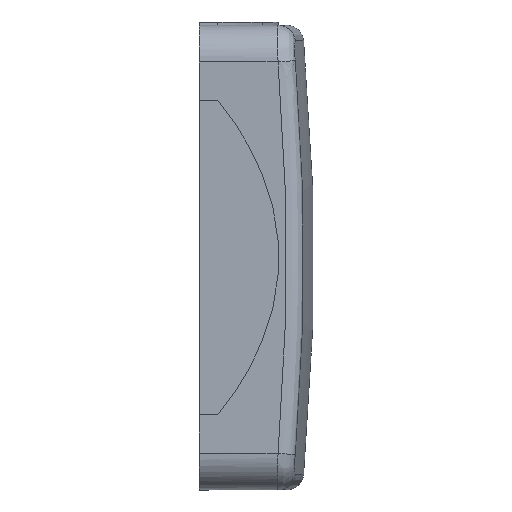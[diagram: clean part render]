
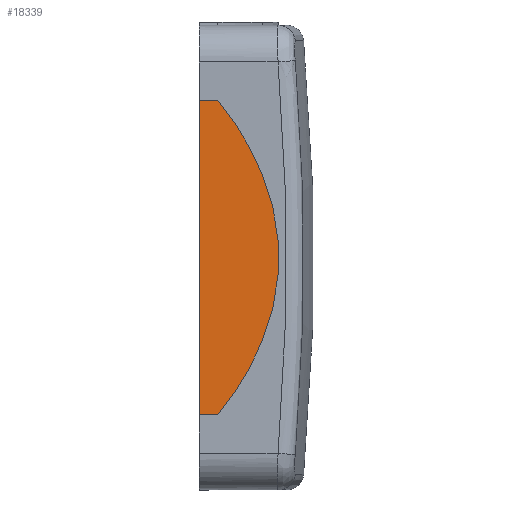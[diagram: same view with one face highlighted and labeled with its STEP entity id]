
A CAD part, left-side view. The second image highlights one B-rep face of the part: STEP entity #18339.
In plain terms, the highlighted planar face has unit normal (-1, 0, 0).
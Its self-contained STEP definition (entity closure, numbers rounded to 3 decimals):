
#405 = EDGE_LOOP ( 'NONE', ( #8524, #16748, #12860, #7987, #23765, #13981 ) ) ;
#1324 = DIRECTION ( 'NONE',  ( 0., 1., 0. ) ) ;
#1985 = DIRECTION ( 'NONE',  ( -1., 0., 0. ) ) ;
#4015 = AXIS2_PLACEMENT_3D ( 'NONE', #8528, #23206, #10636 ) ;
#5170 = LINE ( 'NONE', #24074, #10098 ) ;
#5767 = CARTESIAN_POINT ( 'NONE',  ( -54.5, 49.864, -6.099 ) ) ;
#5816 = VERTEX_POINT ( 'NONE', #12048 ) ;
#6749 = CIRCLE ( 'NONE', #8582, 50.611 ) ;
#7022 = DIRECTION ( 'NONE',  ( 0., 0., -1. ) ) ;
#7569 = VECTOR ( 'NONE', #7022, 1000. ) ;
#7892 = DIRECTION ( 'NONE',  ( -1., 0., 0. ) ) ;
#7987 = ORIENTED_EDGE ( 'NONE', *, *, #25007, .T. ) ;
#8524 = ORIENTED_EDGE ( 'NONE', *, *, #18561, .T. ) ;
#8528 = CARTESIAN_POINT ( 'NONE',  ( -54.5, 49.864, -6.099 ) ) ;
#8582 = AXIS2_PLACEMENT_3D ( 'NONE', #23444, #10881, #25560 ) ;
#8795 = CARTESIAN_POINT ( 'NONE',  ( -54.5, -11.734, -19.28 ) ) ;
#9695 = CARTESIAN_POINT ( 'NONE',  ( -54.5, -1.482, 36.35 ) ) ;
#10098 = VECTOR ( 'NONE', #26184, 1000. ) ;
#10531 = LINE ( 'NONE', #9695, #19685 ) ;
#10636 = DIRECTION ( 'NONE',  ( 0., 0., 1. ) ) ;
#10881 = DIRECTION ( 'NONE',  ( -1., 0., 0. ) ) ;
#11097 = VERTEX_POINT ( 'NONE', #8795 ) ;
#11173 = CARTESIAN_POINT ( 'NONE',  ( -54.5, 2.8, -36.35 ) ) ;
#11476 = EDGE_CURVE ( 'NONE', #22206, #11097, #18642, .T. ) ;
#12048 = CARTESIAN_POINT ( 'NONE',  ( -54.5, -11.734, 19.28 ) ) ;
#12169 = CARTESIAN_POINT ( 'NONE',  ( -54.5, -1.482, 36.35 ) ) ;
#12860 = ORIENTED_EDGE ( 'NONE', *, *, #23069, .T. ) ;
#13981 = ORIENTED_EDGE ( 'NONE', *, *, #26044, .T. ) ;
#14048 = VERTEX_POINT ( 'NONE', #12169 ) ;
#14578 = CARTESIAN_POINT ( 'NONE',  ( -54.5, 49.864, 6.099 ) ) ;
#16634 = DIRECTION ( 'NONE',  ( 0., 0., 1. ) ) ;
#16748 = ORIENTED_EDGE ( 'NONE', *, *, #17691, .T. ) ;
#16909 = CARTESIAN_POINT ( 'NONE',  ( -54.5, 2.8, 36.35 ) ) ;
#17631 = FACE_OUTER_BOUND ( 'NONE', #405, .T. ) ;
#17691 = EDGE_CURVE ( 'NONE', #14048, #22927, #10531, .T. ) ;
#18339 = ADVANCED_FACE ( 'NONE', ( #17631 ), #20430, .T. ) ;
#18561 = EDGE_CURVE ( 'NONE', #5816, #14048, #23546, .T. ) ;
#18602 = CARTESIAN_POINT ( 'NONE',  ( -54.5, -1.482, -36.35 ) ) ;
#18642 = CIRCLE ( 'NONE', #24680, 66.621 ) ;
#19338 = LINE ( 'NONE', #11173, #7569 ) ;
#19685 = VECTOR ( 'NONE', #1324, 1000. ) ;
#20017 = AXIS2_PLACEMENT_3D ( 'NONE', #5767, #7892, #22576 ) ;
#20430 = PLANE ( 'NONE',  #20017 ) ;
#21575 = CARTESIAN_POINT ( 'NONE',  ( -54.5, 2.8, -36.35 ) ) ;
#22206 = VERTEX_POINT ( 'NONE', #18602 ) ;
#22576 = DIRECTION ( 'NONE',  ( 0., 0., 1. ) ) ;
#22927 = VERTEX_POINT ( 'NONE', #16909 ) ;
#23069 = EDGE_CURVE ( 'NONE', #22927, #26861, #19338, .T. ) ;
#23206 = DIRECTION ( 'NONE',  ( -1., 0., 0. ) ) ;
#23444 = CARTESIAN_POINT ( 'NONE',  ( -54.5, 35.061, 0. ) ) ;
#23546 = CIRCLE ( 'NONE', #4015, 66.621 ) ;
#23765 = ORIENTED_EDGE ( 'NONE', *, *, #11476, .T. ) ;
#24074 = CARTESIAN_POINT ( 'NONE',  ( -54.5, 2.8, -36.35 ) ) ;
#24680 = AXIS2_PLACEMENT_3D ( 'NONE', #14578, #1985, #16634 ) ;
#25007 = EDGE_CURVE ( 'NONE', #26861, #22206, #5170, .T. ) ;
#25560 = DIRECTION ( 'NONE',  ( 0., 0., 1. ) ) ;
#26044 = EDGE_CURVE ( 'NONE', #11097, #5816, #6749, .T. ) ;
#26184 = DIRECTION ( 'NONE',  ( 0., -1., 0. ) ) ;
#26861 = VERTEX_POINT ( 'NONE', #21575 ) ;
